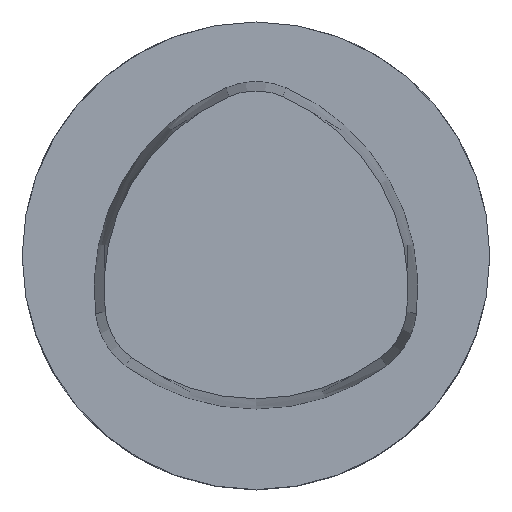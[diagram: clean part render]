
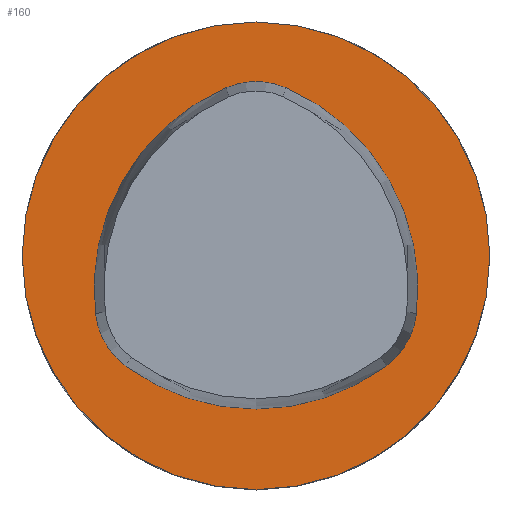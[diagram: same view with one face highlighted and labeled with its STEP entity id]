
A CAD part, top view. The second image highlights one B-rep face of the part: STEP entity #160.
In plain terms, the highlighted planar face has unit normal (0, 0, 1).
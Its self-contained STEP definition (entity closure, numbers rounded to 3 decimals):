
#116=CIRCLE('',#990,25.);
#160=ADVANCED_FACE('',(#249),#206,.T.);
#206=PLANE('',#996);
#249=FACE_OUTER_BOUND('',#308,.T.);
#308=EDGE_LOOP('',(#492));
#492=ORIENTED_EDGE('',*,*,#723,.T.);
#621=VERTEX_POINT('',#1476);
#723=EDGE_CURVE('',#621,#621,#116,.T.);
#990=AXIS2_PLACEMENT_3D('',#1475,#1202,#1203);
#996=AXIS2_PLACEMENT_3D('',#1494,#1218,#1219);
#1202=DIRECTION('',(0.,0.,1.));
#1203=DIRECTION('',(-1.,0.,0.));
#1218=DIRECTION('',(0.,0.,1.));
#1219=DIRECTION('',(-1.,0.,0.));
#1475=CARTESIAN_POINT('',(0.,0.,0.));
#1476=CARTESIAN_POINT('',(-25.,0.,0.));
#1494=CARTESIAN_POINT('',(0.,0.,0.));
